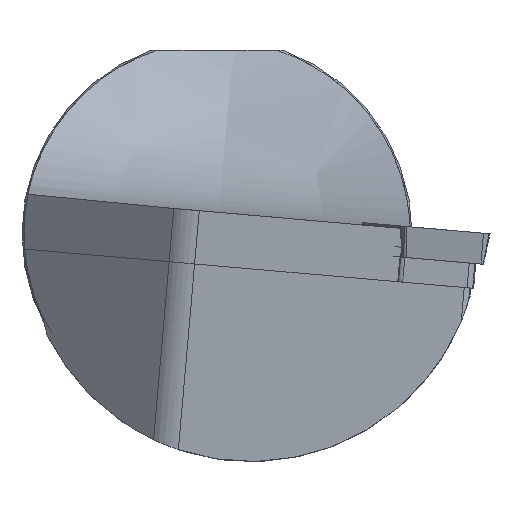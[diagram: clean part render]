
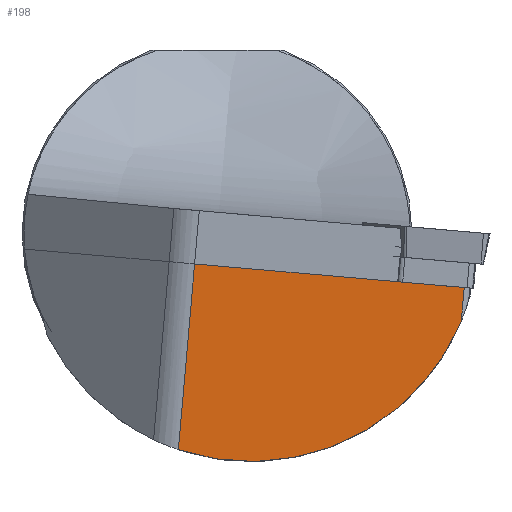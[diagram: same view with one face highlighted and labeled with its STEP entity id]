
A CAD part, left-side view. The second image highlights one B-rep face of the part: STEP entity #198.
In plain terms, the highlighted planar face has unit normal (-0.999, 0.052, 0.004).
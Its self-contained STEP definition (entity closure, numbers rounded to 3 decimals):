
#122=ELLIPSE('',#1012,29.24,29.2);
#198=ADVANCED_FACE('',(#274),#236,.F.);
#236=PLANE('',#1013);
#274=FACE_OUTER_BOUND('',#325,.T.);
#325=EDGE_LOOP('',(#608,#609,#610,#611,#612,#613));
#351=LINE('',#1295,#415);
#372=LINE('',#1697,#436);
#383=LINE('',#2203,#447);
#384=LINE('',#2210,#448);
#385=LINE('',#2214,#449);
#415=VECTOR('',#1060,1.);
#436=VECTOR('',#1105,1.);
#447=VECTOR('',#1170,1.);
#448=VECTOR('',#1173,1.);
#449=VECTOR('',#1176,1.);
#608=ORIENTED_EDGE('',*,*,#896,.T.);
#609=ORIENTED_EDGE('',*,*,#819,.T.);
#610=ORIENTED_EDGE('',*,*,#853,.T.);
#611=ORIENTED_EDGE('',*,*,#894,.T.);
#612=ORIENTED_EDGE('',*,*,#897,.T.);
#613=ORIENTED_EDGE('',*,*,#898,.F.);
#735=VERTEX_POINT('',#1292);
#736=VERTEX_POINT('',#1294);
#753=VERTEX_POINT('',#1647);
#788=VERTEX_POINT('',#2204);
#789=VERTEX_POINT('',#2211);
#790=VERTEX_POINT('',#2213);
#819=EDGE_CURVE('',#735,#736,#351,.T.);
#853=EDGE_CURVE('',#736,#753,#372,.T.);
#894=EDGE_CURVE('',#753,#788,#383,.T.);
#896=EDGE_CURVE('',#789,#735,#384,.T.);
#897=EDGE_CURVE('',#788,#790,#122,.T.);
#898=EDGE_CURVE('',#789,#790,#385,.T.);
#1012=AXIS2_PLACEMENT_3D('',#2212,#1174,#1175);
#1013=AXIS2_PLACEMENT_3D('',#2215,#1177,#1178);
#1060=DIRECTION('',(0.052,0.995,0.087));
#1105=DIRECTION('',(0.052,0.995,0.087));
#1170=DIRECTION('',(0.,0.087,-0.996));
#1173=DIRECTION('',(0.052,0.995,0.087));
#1174=DIRECTION('',(-0.999,0.052,0.005));
#1175=DIRECTION('',(-0.052,-0.995,-0.087));
#1176=DIRECTION('',(0.,0.087,-0.996));
#1177=DIRECTION('',(0.999,-0.052,-0.005));
#1178=DIRECTION('',(0.052,0.999,0.));
#1292=CARTESIAN_POINT('',(1.532,-23.289,-6.152));
#1294=CARTESIAN_POINT('',(1.533,-23.261,-6.15));
#1295=CARTESIAN_POINT('',(2.903,2.871,-3.864));
#1647=CARTESIAN_POINT('',(2.903,2.871,-3.864));
#1697=CARTESIAN_POINT('',(2.903,2.871,-3.864));
#2203=CARTESIAN_POINT('',(2.903,-41.678,505.337));
#2204=CARTESIAN_POINT('',(2.903,4.954,-27.678));
#2210=CARTESIAN_POINT('',(2.903,2.871,-3.864));
#2211=CARTESIAN_POINT('',(1.092,-31.691,-6.887));
#2212=CARTESIAN_POINT('',(2.545,-4.35,0.));
#2213=CARTESIAN_POINT('',(1.092,-31.313,-11.208));
#2214=CARTESIAN_POINT('',(1.092,-76.24,502.313));
#2215=CARTESIAN_POINT('',(2.903,-41.678,505.337));
